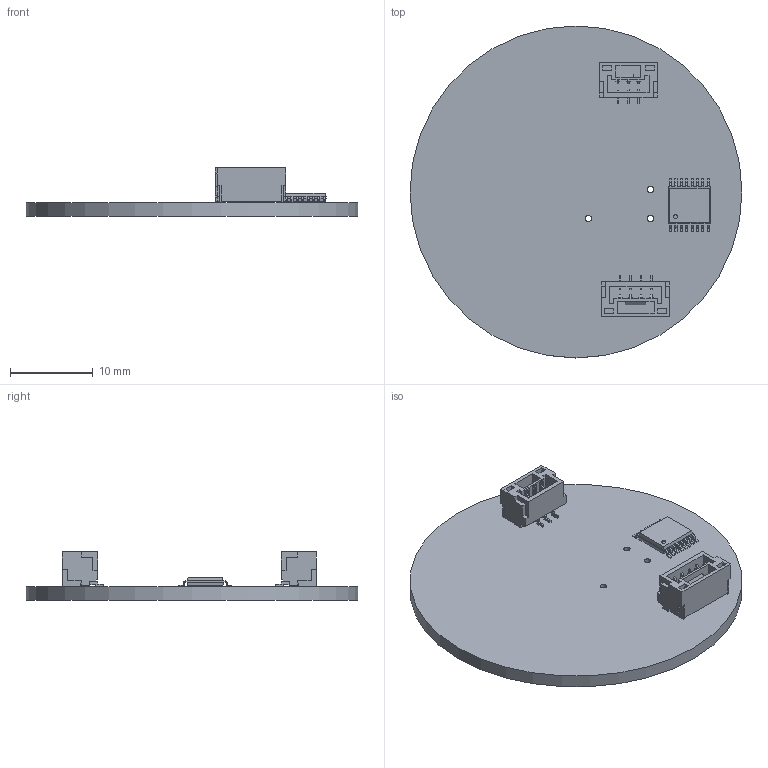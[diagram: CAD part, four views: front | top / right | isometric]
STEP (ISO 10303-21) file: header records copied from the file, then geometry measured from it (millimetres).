
FILE_DESCRIPTION(('KiCad electronic assembly'),'2;1');
FILE_NAME('NFC.step','2020-09-16T21:21:15',('An Author'),('A Company'), 'Open CASCADE STEP processor 6.9','KiCad to STEP converter','Unknown' );
FILE_SCHEMA(('AUTOMOTIVE_DESIGN { 1 0 10303 214 1 1 1 1 }'));
Length unit declared in the file: millimetre
Products named in the file (8): Open CASCADE STEP translator 6.9 1; JST_GH_BM03B-GHS-TBT_1x03-1MP_P1.25mm_Vertical; SOLID; TSSOP-16_4.4x5mm_P0.65mm; JST_GH_BM04B-GHS-TBT_1x04-1MP_P1.25mm_Vertical; COMPOUND
Assembly tree (7 placements, depth 3):
  Open CASCADE STEP translator 6.9 1
    JST_GH_BM03B-GHS-TBT_1x03-1MP_P1.25mm_Vertical
      SOLID
    TSSOP-16_4.4x5mm_P0.65mm
      SOLID
    JST_GH_BM04B-GHS-TBT_1x04-1MP_P1.25mm_Vertical
      SOLID
    COMPOUND
Bounding box: 40 x 40 x 5.85 mm (x, y, z)
Volume: 2189.9 mm3; surface area: 3335.4 mm2
Topology: 4 solids, 4 shells, 621 faces, 1701 edges, 1104 vertices
Faces by surface type: plane 524, cylinder 69, bspline 28
Full cylindrical faces by diameter (mm): 0.5 x1, 0.762 x3, 40 x1
Entity records: 46438 total; most frequent: CARTESIAN_POINT 7854, DIRECTION 6294, LINE 4743, VECTOR 4743, ORIENTED_EDGE 3402, PCURVE 3402, DEFINITIONAL_REPRESENTATION 3402, EDGE_CURVE 1701
